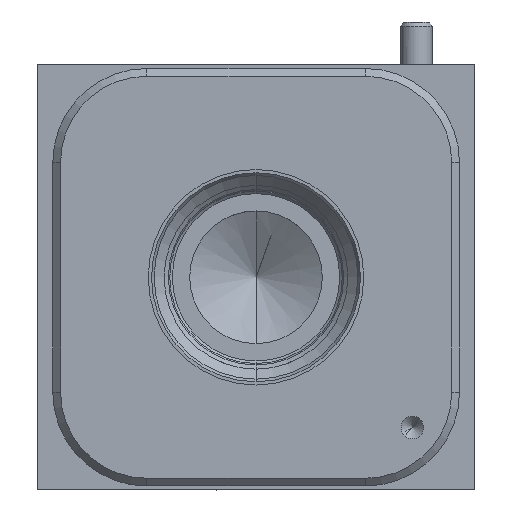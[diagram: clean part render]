
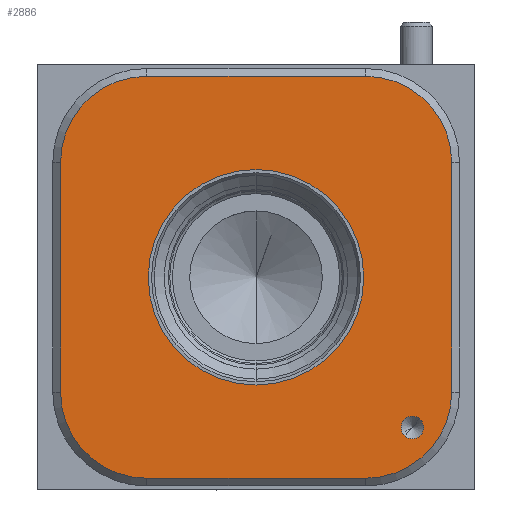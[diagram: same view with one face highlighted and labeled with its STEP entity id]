
A CAD part, front view. The second image highlights one B-rep face of the part: STEP entity #2886.
In plain terms, the highlighted planar face has unit normal (0, -1, 0).
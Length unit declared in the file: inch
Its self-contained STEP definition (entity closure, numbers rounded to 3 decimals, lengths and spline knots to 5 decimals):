
#1063=CARTESIAN_POINT('',(1.313,-2.75,1.309));
#1064=DIRECTION('',(0.,1.,0.));
#1065=DIRECTION('',(0.,0.,1.));
#1066=AXIS2_PLACEMENT_3D('',#1063,#1064,#1065);
#1077=CARTESIAN_POINT('',(0.875,-2.75,0.85));
#1078=DIRECTION('',(0.,1.,0.));
#1079=DIRECTION('',(0.,0.,-1.));
#1080=AXIS2_PLACEMENT_3D('',#1077,#1078,#1079);
#1082=CARTESIAN_POINT('',(0.875,-2.75,0.85));
#1083=DIRECTION('',(0.,1.,0.));
#1084=DIRECTION('',(0.,0.,1.));
#1085=AXIS2_PLACEMENT_3D('',#1082,#1083,#1084);
#1087=CARTESIAN_POINT('',(1.5,-2.75,0.25));
#1088=DIRECTION('',(0.,1.,0.));
#1089=DIRECTION('',(-0.643,0.,-0.766));
#1090=AXIS2_PLACEMENT_3D('',#1087,#1088,#1089);
#1092=CARTESIAN_POINT('',(1.5,-2.75,0.25));
#1093=DIRECTION('',(0.,1.,0.));
#1094=DIRECTION('',(0.643,0.,0.766));
#1095=AXIS2_PLACEMENT_3D('',#1092,#1093,#1094);
#1533=DIRECTION('',(0.,0.,-1.));
#1534=VECTOR('',#1533,0.918);
#1535=CARTESIAN_POINT('',(1.657,-2.75,1.309));
#1536=LINE('',#1535,#1534);
#1553=CARTESIAN_POINT('',(1.313,-2.75,0.391));
#1554=DIRECTION('',(0.,1.,0.));
#1555=DIRECTION('',(1.,0.,0.));
#1556=AXIS2_PLACEMENT_3D('',#1553,#1554,#1555);
#1571=DIRECTION('',(-1.,0.,0.));
#1572=VECTOR('',#1571,0.875);
#1573=CARTESIAN_POINT('',(1.313,-2.75,0.047));
#1574=LINE('',#1573,#1572);
#1587=CARTESIAN_POINT('',(0.438,-2.75,0.391));
#1588=DIRECTION('',(0.,1.,0.));
#1589=DIRECTION('',(0.,0.,-1.));
#1590=AXIS2_PLACEMENT_3D('',#1587,#1588,#1589);
#1601=DIRECTION('',(0.,0.,1.));
#1602=VECTOR('',#1601,0.918);
#1603=CARTESIAN_POINT('',(0.094,-2.75,0.391));
#1604=LINE('',#1603,#1602);
#1621=CARTESIAN_POINT('',(0.438,-2.75,1.309));
#1622=DIRECTION('',(0.,1.,0.));
#1623=DIRECTION('',(-1.,0.,0.));
#1624=AXIS2_PLACEMENT_3D('',#1621,#1622,#1623);
#1635=DIRECTION('',(1.,0.,0.));
#1636=VECTOR('',#1635,0.875);
#1637=CARTESIAN_POINT('',(0.438,-2.75,1.653));
#1638=LINE('',#1637,#1636);
#2341=CARTESIAN_POINT('',(0.875,-2.75,1.2805));
#2342=VERTEX_POINT('',#2341);
#2347=CARTESIAN_POINT('',(0.875,-2.75,0.4195));
#2348=VERTEX_POINT('',#2347);
#2385=CARTESIAN_POINT('',(1.313,-2.75,0.047));
#2386=CARTESIAN_POINT('',(0.438,-2.75,0.047));
#2387=VERTEX_POINT('',#2385);
#2388=VERTEX_POINT('',#2386);
#2393=CARTESIAN_POINT('',(0.094,-2.75,0.391));
#2394=VERTEX_POINT('',#2393);
#2397=CARTESIAN_POINT('',(0.094,-2.75,1.309));
#2398=VERTEX_POINT('',#2397);
#2401=CARTESIAN_POINT('',(0.438,-2.75,1.653));
#2402=VERTEX_POINT('',#2401);
#2405=CARTESIAN_POINT('',(1.313,-2.75,1.653));
#2406=VERTEX_POINT('',#2405);
#2409=CARTESIAN_POINT('',(1.657,-2.75,1.309));
#2410=VERTEX_POINT('',#2409);
#2413=CARTESIAN_POINT('',(1.657,-2.75,0.391));
#2414=VERTEX_POINT('',#2413);
#2417=CARTESIAN_POINT('',(1.47107,-2.75,0.21553));
#2418=CARTESIAN_POINT('',(1.52893,-2.75,0.28447));
#2419=VERTEX_POINT('',#2417);
#2420=VERTEX_POINT('',#2418);
#2852=CARTESIAN_POINT('',(0.,-2.75,0.));
#2853=DIRECTION('',(0.,-1.,0.));
#2854=DIRECTION('',(1.,0.,0.));
#2855=AXIS2_PLACEMENT_3D('',#2852,#2853,#2854);
#2856=PLANE('',#2855);
#2857=ORIENTED_EDGE('',*,*,#2842,.T.);
#2859=ORIENTED_EDGE('',*,*,#2858,.T.);
#2861=ORIENTED_EDGE('',*,*,#2860,.T.);
#2863=ORIENTED_EDGE('',*,*,#2862,.T.);
#2865=ORIENTED_EDGE('',*,*,#2864,.T.);
#2867=ORIENTED_EDGE('',*,*,#2866,.T.);
#2869=ORIENTED_EDGE('',*,*,#2868,.T.);
#2871=ORIENTED_EDGE('',*,*,#2870,.T.);
#2872=EDGE_LOOP('',(#2857,#2859,#2861,#2863,#2865,#2867,#2869,#2871));
#2873=FACE_OUTER_BOUND('',#2872,.F.);
#2875=ORIENTED_EDGE('',*,*,#2874,.F.);
#2877=ORIENTED_EDGE('',*,*,#2876,.F.);
#2878=EDGE_LOOP('',(#2875,#2877));
#2879=FACE_BOUND('',#2878,.F.);
#2881=ORIENTED_EDGE('',*,*,#2880,.F.);
#2883=ORIENTED_EDGE('',*,*,#2882,.F.);
#2884=EDGE_LOOP('',(#2881,#2883));
#2885=FACE_BOUND('',#2884,.F.);
#2886=ADVANCED_FACE('',(#2873,#2879,#2885),#2856,.T.);
#1067=CIRCLE('',#1066,0.344);
#1081=CIRCLE('',#1080,0.4305);
#1086=CIRCLE('',#1085,0.4305);
#1091=CIRCLE('',#1090,0.045);
#1096=CIRCLE('',#1095,0.045);
#1557=CIRCLE('',#1556,0.344);
#1591=CIRCLE('',#1590,0.344);
#1625=CIRCLE('',#1624,0.344);
#2842=EDGE_CURVE('',#2406,#2410,#1067,.T.);
#2858=EDGE_CURVE('',#2410,#2414,#1536,.T.);
#2860=EDGE_CURVE('',#2414,#2387,#1557,.T.);
#2862=EDGE_CURVE('',#2387,#2388,#1574,.T.);
#2864=EDGE_CURVE('',#2388,#2394,#1591,.T.);
#2866=EDGE_CURVE('',#2394,#2398,#1604,.T.);
#2868=EDGE_CURVE('',#2398,#2402,#1625,.T.);
#2870=EDGE_CURVE('',#2402,#2406,#1638,.T.);
#2874=EDGE_CURVE('',#2348,#2342,#1081,.T.);
#2876=EDGE_CURVE('',#2342,#2348,#1086,.T.);
#2880=EDGE_CURVE('',#2419,#2420,#1091,.T.);
#2882=EDGE_CURVE('',#2420,#2419,#1096,.T.);
